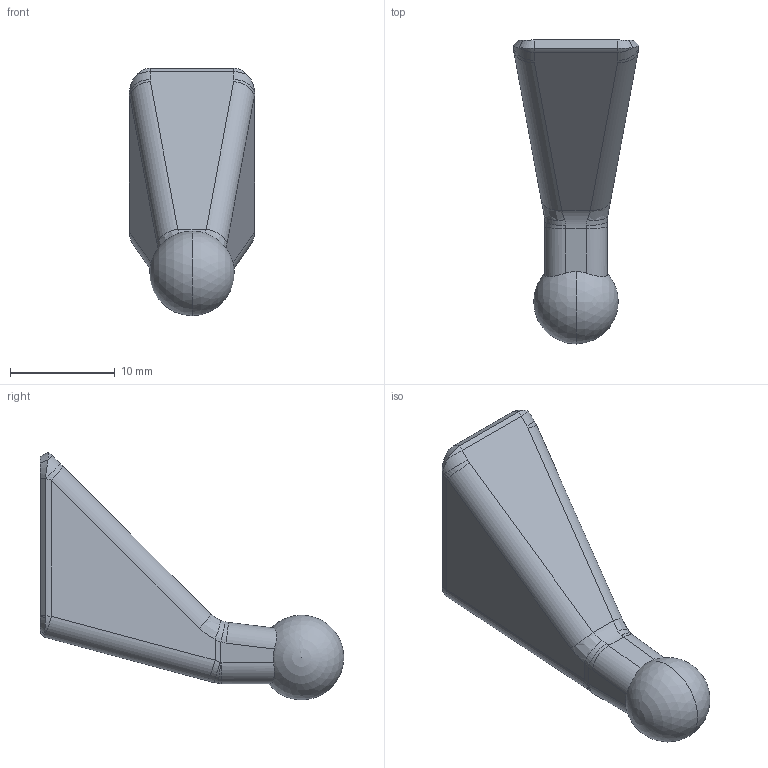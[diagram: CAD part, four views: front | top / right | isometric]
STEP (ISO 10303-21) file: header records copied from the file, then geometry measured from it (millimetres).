
FILE_DESCRIPTION (( 'STEP AP214' ), '1' );
FILE_NAME ('join-Standard.step', '2023-07-31T11:01:28', ( '' ), ( '' ), 'SwSTEP 2.0', 'SolidWorks 2020', '' );
FILE_SCHEMA (( 'AUTOMOTIVE_DESIGN' ));
Length unit declared in the file: millimetre
Products named in the file (1): join-Standard
Bounding box: 12 x 29.05 x 23.67 mm (x, y, z)
Volume: 1756.3 mm3; surface area: 1505.1 mm2
Topology: 1 solids, 1 shells, 75 faces, 178 edges, 104 vertices
Faces by surface type: bspline 28, cylinder 21, plane 18, torus 6, sphere 2
Entity records: 2982 total; most frequent: CARTESIAN_POINT 1495, ORIENTED_EDGE 346, DIRECTION 242, EDGE_CURVE 173, VERTEX_POINT 101, AXIS2_PLACEMENT_3D 96, EDGE_LOOP 76, FACE_OUTER_BOUND 75
